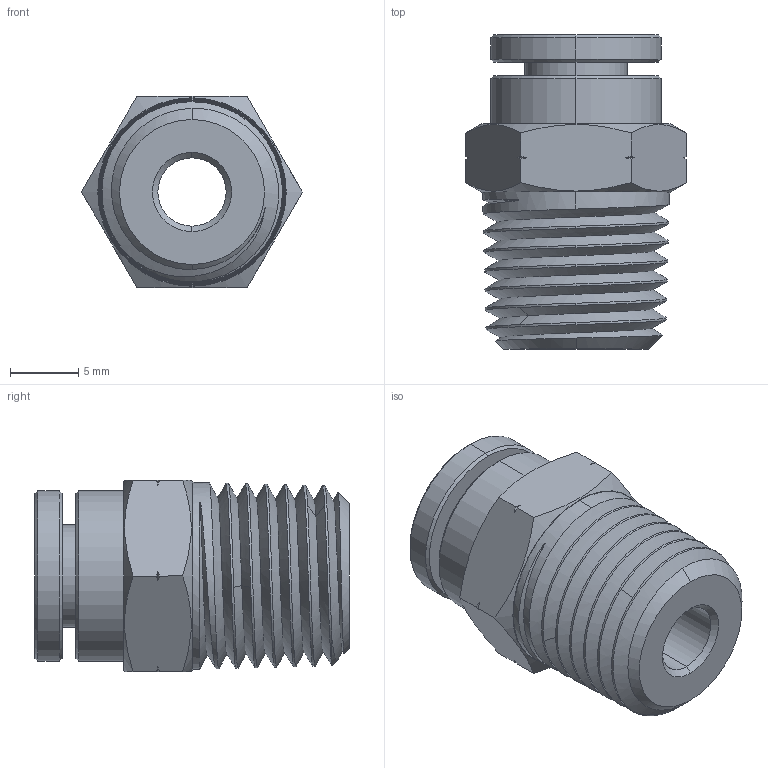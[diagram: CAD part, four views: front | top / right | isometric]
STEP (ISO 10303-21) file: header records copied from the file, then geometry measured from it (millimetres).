
FILE_DESCRIPTION (( 'STEP AP203' ), '1' );
FILE_NAME ('MCS1-4N1-4W.STEP', '2016-10-20T17:28:14', ( '' ), ( '' ), 'SwSTEP 2.0', 'SolidWorks 2016', '' );
FILE_SCHEMA (( 'CONFIG_CONTROL_DESIGN' ));
Length unit declared in the file: millimetre
Products named in the file (1): MCS1-4N1-4W
Bounding box: 16.17 x 23 x 14 mm (x, y, z)
Volume: 2110.6 mm3; surface area: 3445.8 mm2
Topology: 6 solids, 6 shells, 359 faces, 987 edges, 645 vertices
Faces by surface type: cone 144, plane 116, cylinder 60, bspline 39
Entity records: 48928 total; most frequent: CARTESIAN_POINT 40381, ORIENTED_EDGE 1974, DIRECTION 1527, EDGE_CURVE 987, VERTEX_POINT 645, AXIS2_PLACEMENT_3D 629, B_SPLINE_CURVE_WITH_KNOTS 410, EDGE_LOOP 376
